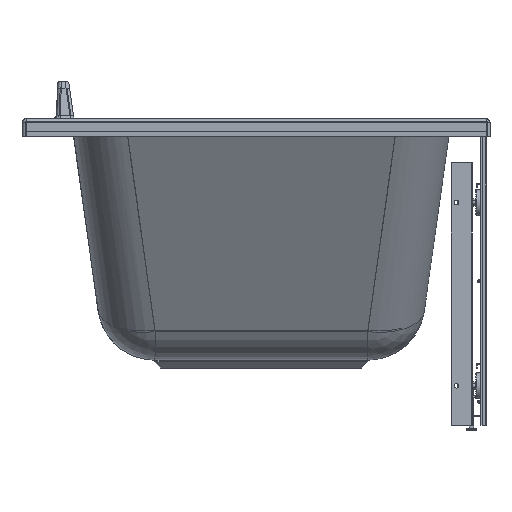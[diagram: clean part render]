
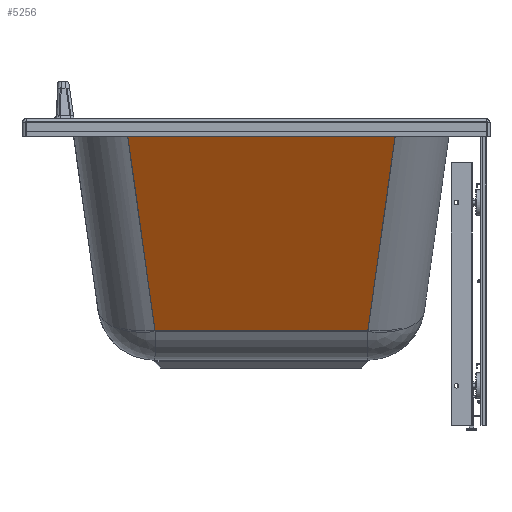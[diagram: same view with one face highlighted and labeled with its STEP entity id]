
A CAD part, front view. The second image highlights one B-rep face of the part: STEP entity #5256.
In plain terms, the highlighted face is planar.
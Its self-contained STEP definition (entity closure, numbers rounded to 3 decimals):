
#1255=CARTESIAN_POINT('',(874.309,271.605,474.));
#1256=VERTEX_POINT('',#1255);
#1543=CARTESIAN_POINT('',(641.06,214.826,70.0));
#1544=VERTEX_POINT('',#1543);
#1681=CARTESIAN_POINT('',(874.309,-251.605,474.));
#1682=VERTEX_POINT('',#1681);
#1683=CARTESIAN_POINT('',(874.309,271.605,474.));
#1684=DIRECTION('',(0.0,-1.0,0.0));
#1685=VECTOR('',#1684,523.209);
#1686=LINE('',#1683,#1685);
#1687=EDGE_CURVE('',#1256,#1682,#1686,.T.);
#2150=CARTESIAN_POINT('',(641.06,-194.826,70.0));
#2151=VERTEX_POINT('',#2150);
#2152=CARTESIAN_POINT('',(641.06,-194.826,70.0));
#2153=DIRECTION('',(0.0,1.0,0.0));
#2154=VECTOR('',#2153,409.652);
#2155=LINE('',#2152,#2154);
#2156=EDGE_CURVE('',#2151,#1544,#2155,.T.);
#2386=CARTESIAN_POINT('',(641.06,-194.826,70.));
#2387=DIRECTION('',(0.496,-0.121,0.86));
#2388=VECTOR('',#2387,469.942);
#2389=LINE('',#2386,#2388);
#2390=EDGE_CURVE('',#2151,#1682,#2389,.T.);
#5240=CARTESIAN_POINT('',(876.33,0.0,477.5));
#5241=DIRECTION('',(-0.866,0.0,0.5));
#5242=DIRECTION('',(0.5,0.0,0.866));
#5243=AXIS2_PLACEMENT_3D('',#5240,#5241,#5242);
#5244=PLANE('',#5243);
#5245=ORIENTED_EDGE('',*,*,#2390,.F.);
#5246=ORIENTED_EDGE('',*,*,#2156,.T.);
#5247=CARTESIAN_POINT('',(641.06,214.826,70.0));
#5248=DIRECTION('',(0.496,0.121,0.86));
#5249=VECTOR('',#5248,469.942);
#5250=LINE('',#5247,#5249);
#5251=EDGE_CURVE('',#1544,#1256,#5250,.T.);
#5252=ORIENTED_EDGE('',*,*,#5251,.T.);
#5253=ORIENTED_EDGE('',*,*,#1687,.T.);
#5254=EDGE_LOOP('',(#5245,#5246,#5252,#5253));
#5255=FACE_OUTER_BOUND('',#5254,.T.);
#5256=ADVANCED_FACE('',(#5255),#5244,.F.);
